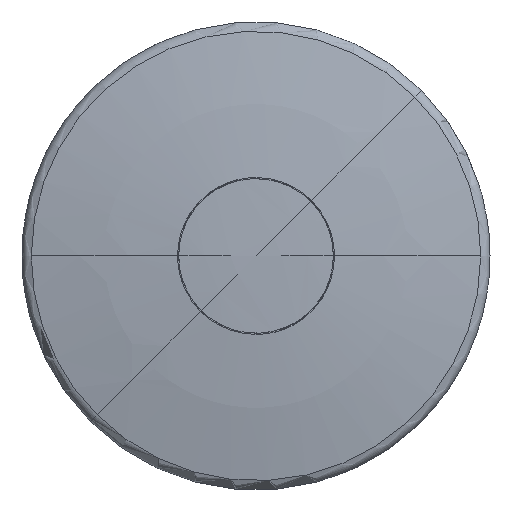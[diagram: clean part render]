
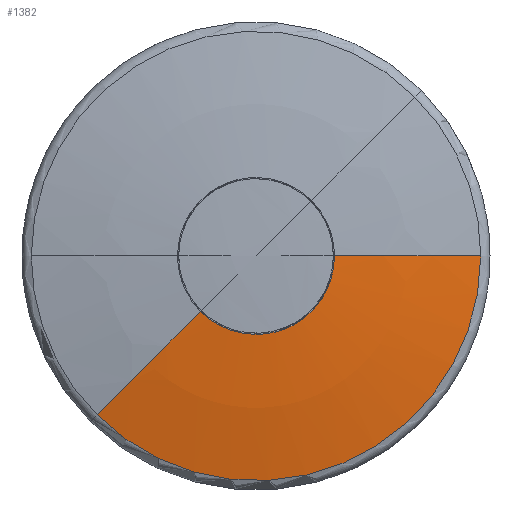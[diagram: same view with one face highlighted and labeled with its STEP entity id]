
A CAD part, top view. The second image highlights one B-rep face of the part: STEP entity #1382.
In plain terms, the highlighted spherical face has radius 100 mm.
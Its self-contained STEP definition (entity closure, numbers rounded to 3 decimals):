
#1382=ADVANCED_FACE('Solide.1 (  de JELE 9718 : issu de *SOL2 - wsp *MASTER -  ) ( Brep de *SOL2 )',(#3695),#3696,.T.);
#2846=EDGE_CURVE('Solide.1 (  de JELE 9718 : issu de *SOL2 - wsp *MASTER -  ) ( Brep de *SOL2 )',#3829,#5979,#5980,.F.);
#3695=FACE_OUTER_BOUND('',#7417,.T.);
#3696=SPHERICAL_SURFACE('',#7418,100.0);
#3829=VERTEX_POINT('',#7723);
#4697=VERTEX_POINT('',#10149);
#5979=VERTEX_POINT('',#13230);
#5980=CIRCLE('',#13231,100.0);
#7417=EDGE_LOOP('',(#15696,#15697,#15698,#15699,#15700));
#7418=AXIS2_PLACEMENT_3D('',#15701,#15702,#15703);
#7723=CARTESIAN_POINT('',(-13.571,-13.571,31.491));
#10149=CARTESIAN_POINT('',(0.,-6.7,33.125));
#13230=CARTESIAN_POINT('',(-4.738,-4.738,33.125));
#13231=AXIS2_PLACEMENT_3D('',#21714,#21715,#21716);
#15696=ORIENTED_EDGE('',*,*,#23997,.T.);
#15697=ORIENTED_EDGE('',*,*,#23404,.T.);
#15698=ORIENTED_EDGE('',*,*,#23998,.T.);
#15699=ORIENTED_EDGE('',*,*,#2846,.F.);
#15700=ORIENTED_EDGE('',*,*,#23999,.F.);
#15701=CARTESIAN_POINT('',(0.0,0.0,-66.65));
#15702=DIRECTION('',(0.0,0.0,1.0));
#15703=DIRECTION('',(1.0,0.0,0.0));
#21714=CARTESIAN_POINT('',(0.0,0.0,-66.65));
#21715=DIRECTION('',(0.707,-0.707,0.0));
#21716=DIRECTION('',(-0.707,-0.707,0.0));
#23404=EDGE_CURVE('Solide.1 (  de JELE 9718 : issu de *SOL2 - wsp *MASTER -  ) ( Brep de *SOL2 )',#26872,#4697,#26873,.T.);
#23997=EDGE_CURVE('',#27898,#26872,#27899,.T.);
#23998=EDGE_CURVE('Solide.1 (  de JELE 9718 : issu de *SOL2 - wsp *MASTER -  ) ( Brep de *SOL2 )',#4697,#5979,#27900,.T.);
#23999=EDGE_CURVE('Solide.1 (  de JELE 9718 : issu de *SOL2 - wsp *MASTER -  ) ( Brep de *SOL2 )',#27898,#3829,#27901,.T.);
#26872=VERTEX_POINT('',#31824);
#26873=B_SPLINE_CURVE_WITH_KNOTS('',5,(#31825,#31826,#31827,#31828,#31829,#31830,#31831,#31832,#31833,#31834,#31835,#31836,#31837,#31838,#31839),.UNSPECIFIED.,.F.,.F.,(6,3,3,3,6),(0.0,58.905,117.81,176.715,235.619),.UNSPECIFIED.);
#27898=VERTEX_POINT('',#33695);
#27899=CIRCLE('',#33696,100.0);
#27900=B_SPLINE_CURVE_WITH_KNOTS('',5,(#33697,#33698,#33699,#33700,#33701,#33702),.UNSPECIFIED.,.F.,.F.,(6,6),(0.0,78.54),.UNSPECIFIED.);
#27901=CIRCLE('',#33703,19.192);
#31824=CARTESIAN_POINT('',(6.7,0.,33.125));
#31825=CARTESIAN_POINT('',(4.738,4.738,33.125));
#31826=CARTESIAN_POINT('',(5.296,4.179,33.125));
#31827=CARTESIAN_POINT('',(5.772,3.539,33.125));
#31828=CARTESIAN_POINT('',(6.149,2.833,33.125));
#31829=CARTESIAN_POINT('',(6.685,1.33,33.125));
#31830=CARTESIAN_POINT('',(6.765,-0.264,33.125));
#31831=CARTESIAN_POINT('',(6.687,-1.061,33.125));
#31832=CARTESIAN_POINT('',(6.297,-2.608,33.125));
#31833=CARTESIAN_POINT('',(5.478,-3.978,33.125));
#31834=CARTESIAN_POINT('',(4.97,-4.597,33.125));
#31835=CARTESIAN_POINT('',(3.787,-5.667,33.125));
#31836=CARTESIAN_POINT('',(2.345,-6.351,33.125));
#31837=CARTESIAN_POINT('',(1.579,-6.584,33.125));
#31838=CARTESIAN_POINT('',(0.789,-6.7,33.125));
#31839=CARTESIAN_POINT('',(0.,-6.7,33.125));
#33695=CARTESIAN_POINT('',(19.192,0.,31.491));
#33696=AXIS2_PLACEMENT_3D('',#41852,#41853,#41854);
#33697=CARTESIAN_POINT('',(0.,-6.7,33.125));
#33698=CARTESIAN_POINT('',(-1.052,-6.7,33.125));
#33699=CARTESIAN_POINT('',(-2.105,-6.493,33.125));
#33700=CARTESIAN_POINT('',(-3.103,-6.08,33.125));
#33701=CARTESIAN_POINT('',(-3.993,-5.482,33.125));
#33702=CARTESIAN_POINT('',(-4.738,-4.738,33.125));
#33703=AXIS2_PLACEMENT_3D('',#41855,#41856,#41857);
#41852=CARTESIAN_POINT('',(0.0,0.0,-66.65));
#41853=DIRECTION('',(0.,-1.0,0.0));
#41854=DIRECTION('',(0.0,0.0,1.0));
#41855=CARTESIAN_POINT('',(0.0,0.0,31.491));
#41856=DIRECTION('',(0.0,0.0,-1.0));
#41857=DIRECTION('',(0.707,0.707,0.0));
